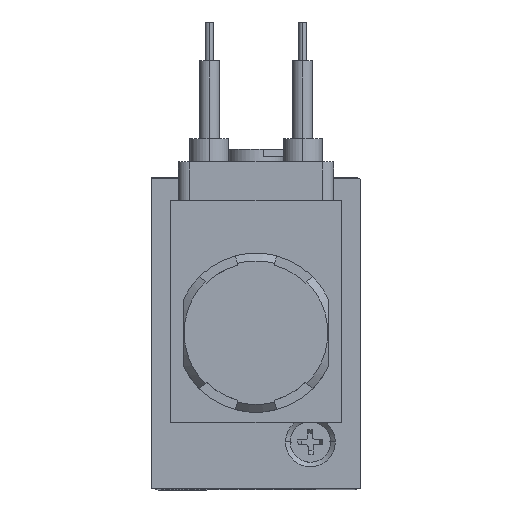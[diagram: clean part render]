
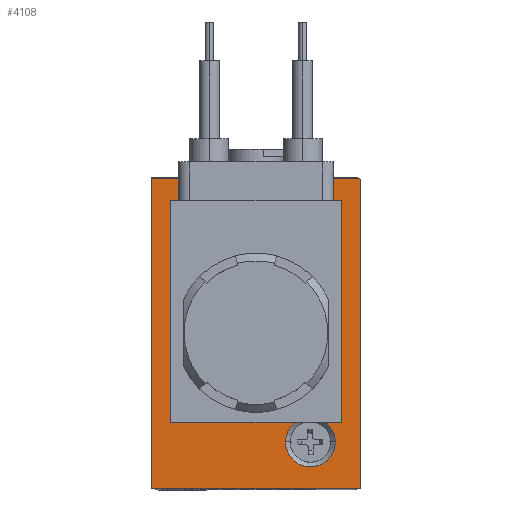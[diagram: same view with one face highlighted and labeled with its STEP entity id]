
A CAD part, top view. The second image highlights one B-rep face of the part: STEP entity #4108.
In plain terms, the highlighted planar face has unit normal (0, 0, 1).
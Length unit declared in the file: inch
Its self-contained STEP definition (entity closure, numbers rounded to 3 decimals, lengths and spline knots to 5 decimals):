
#9 = CARTESIAN_POINT ( 'NONE',  ( 0., -0.45276, 1.02362 ) ) ;
#160 = CARTESIAN_POINT ( 'NONE',  ( 0.35423, -0.45276, 1.02362 ) ) ;
#387 = VERTEX_POINT ( 'NONE', #9436 ) ;
#641 = LINE ( 'NONE', #9481, #4956 ) ;
#707 = DIRECTION ( 'NONE',  ( 0., 1., 0. ) ) ;
#879 = DIRECTION ( 'NONE',  ( -1., 0., 0. ) ) ;
#945 = ORIENTED_EDGE ( 'NONE', *, *, #3346, .F. ) ;
#967 = DIRECTION ( 'NONE',  ( 0., 1., 0. ) ) ;
#1012 = DIRECTION ( 'NONE',  ( 0., 0., 1. ) ) ;
#1160 = EDGE_CURVE ( 'NONE', #1507, #2920, #4329, .T. ) ;
#1386 = VERTEX_POINT ( 'NONE', #2055 ) ;
#1503 = CARTESIAN_POINT ( 'NONE',  ( 0.27559, -0.55118, 1.02362 ) ) ;
#1507 = VERTEX_POINT ( 'NONE', #9568 ) ;
#1516 = VECTOR ( 'NONE', #879, 39.37008 ) ;
#1607 = DIRECTION ( 'NONE',  ( 1., 0., 0. ) ) ;
#1647 = DIRECTION ( 'NONE',  ( 0., 0., 1. ) ) ;
#1681 = CARTESIAN_POINT ( 'NONE',  ( 0.27559, -0.55118, 1.02362 ) ) ;
#1827 = VERTEX_POINT ( 'NONE', #160 ) ;
#1878 = FACE_BOUND ( 'NONE', #4311, .T. ) ;
#1886 = ORIENTED_EDGE ( 'NONE', *, *, #4285, .F. ) ;
#1908 = AXIS2_PLACEMENT_3D ( 'NONE', #3394, #3360, #3323 ) ;
#1998 = EDGE_LOOP ( 'NONE', ( #5415, #1886, #7015, #5051, #3305 ) ) ;
#2055 = CARTESIAN_POINT ( 'NONE',  ( -0.52953, -0.78543, 1.02362 ) ) ;
#2070 = DIRECTION ( 'NONE',  ( 1., 0., 0. ) ) ;
#2098 = DIRECTION ( 'NONE',  ( -1., 0., 0. ) ) ;
#2257 = AXIS2_PLACEMENT_3D ( 'NONE', #5861, #1012, #6650 ) ;
#2272 = EDGE_CURVE ( 'NONE', #6891, #5665, #2964, .T. ) ;
#2320 = ORIENTED_EDGE ( 'NONE', *, *, #6627, .F. ) ;
#2499 = VERTEX_POINT ( 'NONE', #3703 ) ;
#2526 = ORIENTED_EDGE ( 'NONE', *, *, #1160, .F. ) ;
#2664 = EDGE_CURVE ( 'NONE', #1827, #2499, #4506, .T. ) ;
#2824 = VERTEX_POINT ( 'NONE', #9234 ) ;
#2908 = CARTESIAN_POINT ( 'NONE',  ( 0.52039, 0.78543, 1.02362 ) ) ;
#2912 = VECTOR ( 'NONE', #9228, 39.37008 ) ;
#2920 = VERTEX_POINT ( 'NONE', #3628 ) ;
#2964 = CIRCLE ( 'NONE', #1908, 0.12598 ) ;
#3175 = LINE ( 'NONE', #6513, #1516 ) ;
#3292 = LINE ( 'NONE', #8507, #4678 ) ;
#3305 = ORIENTED_EDGE ( 'NONE', *, *, #6448, .F. ) ;
#3323 = DIRECTION ( 'NONE',  ( 1., 0., 0. ) ) ;
#3346 = EDGE_CURVE ( 'NONE', #2920, #6891, #8007, .T. ) ;
#3360 = DIRECTION ( 'NONE',  ( 0., 0., 1. ) ) ;
#3394 = CARTESIAN_POINT ( 'NONE',  ( 0.27559, -0.55118, 1.02362 ) ) ;
#3462 = DIRECTION ( 'NONE',  ( -1., 0., 0. ) ) ;
#3526 = DIRECTION ( 'NONE',  ( 0., 0., -1. ) ) ;
#3536 = AXIS2_PLACEMENT_3D ( 'NONE', #1681, #1647, #1607 ) ;
#3593 = CARTESIAN_POINT ( 'NONE',  ( 0.51181, 0.76772, 1.02362 ) ) ;
#3628 = CARTESIAN_POINT ( 'NONE',  ( 0.19695, -0.45276, 1.02362 ) ) ;
#3703 = CARTESIAN_POINT ( 'NONE',  ( 0.43307, -0.45276, 1.02362 ) ) ;
#3781 = ORIENTED_EDGE ( 'NONE', *, *, #7607, .F. ) ;
#3837 = LINE ( 'NONE', #6715, #4099 ) ;
#3997 = CIRCLE ( 'NONE', #8228, 0.01969 ) ;
#4099 = VECTOR ( 'NONE', #4337, 39.37008 ) ;
#4108 = ADVANCED_FACE ( 'NONE', ( #7987, #1878 ), #4493, .F. ) ;
#4195 = CARTESIAN_POINT ( 'NONE',  ( -0.23175, 0.66929, 1.02362 ) ) ;
#4203 = CARTESIAN_POINT ( 'NONE',  ( -0.52953, 0.7874, 1.02362 ) ) ;
#4285 = EDGE_CURVE ( 'NONE', #8587, #10171, #5046, .T. ) ;
#4307 = CIRCLE ( 'NONE', #3536, 0.12598 ) ;
#4311 = EDGE_LOOP ( 'NONE', ( #945, #2526, #7254, #2320, #10078, #3781, #5876, #5257, #5000, #4733 ) ) ;
#4329 = LINE ( 'NONE', #9, #9522 ) ;
#4337 = DIRECTION ( 'NONE',  ( 0., -1., 0. ) ) ;
#4395 = DIRECTION ( 'NONE',  ( -1., 0., 0. ) ) ;
#4425 = DIRECTION ( 'NONE',  ( 0., 0., -1. ) ) ;
#4460 = CARTESIAN_POINT ( 'NONE',  ( 0., 0., 1.02362 ) ) ;
#4493 = PLANE ( 'NONE',  #8151 ) ;
#4506 = LINE ( 'NONE', #6749, #4707 ) ;
#4622 = EDGE_CURVE ( 'NONE', #5665, #1827, #4307, .T. ) ;
#4678 = VECTOR ( 'NONE', #9316, 39.37008 ) ;
#4689 = CARTESIAN_POINT ( 'NONE',  ( -0.52953, 0.78543, 1.02362 ) ) ;
#4707 = VECTOR ( 'NONE', #5998, 39.37008 ) ;
#4733 = ORIENTED_EDGE ( 'NONE', *, *, #2272, .F. ) ;
#4843 = CARTESIAN_POINT ( 'NONE',  ( 0.52953, -0.78543, 1.02362 ) ) ;
#4897 = CARTESIAN_POINT ( 'NONE',  ( 0.43307, 0.66929, 1.02362 ) ) ;
#4938 = CIRCLE ( 'NONE', #2257, 0.12598 ) ;
#4948 = CARTESIAN_POINT ( 'NONE',  ( 0.14961, -0.55118, 1.02362 ) ) ;
#4956 = VECTOR ( 'NONE', #707, 39.37008 ) ;
#5000 = ORIENTED_EDGE ( 'NONE', *, *, #4622, .F. ) ;
#5046 = LINE ( 'NONE', #9451, #2912 ) ;
#5051 = ORIENTED_EDGE ( 'NONE', *, *, #10256, .F. ) ;
#5179 = EDGE_CURVE ( 'NONE', #6814, #1507, #6562, .T. ) ;
#5257 = ORIENTED_EDGE ( 'NONE', *, *, #2664, .F. ) ;
#5306 = VERTEX_POINT ( 'NONE', #4843 ) ;
#5380 = EDGE_CURVE ( 'NONE', #10171, #387, #3997, .T. ) ;
#5415 = ORIENTED_EDGE ( 'NONE', *, *, #5380, .F. ) ;
#5506 = LINE ( 'NONE', #6911, #5613 ) ;
#5551 = DIRECTION ( 'NONE',  ( 0., 0., 1. ) ) ;
#5613 = VECTOR ( 'NONE', #2098, 39.37008 ) ;
#5665 = VERTEX_POINT ( 'NONE', #7181 ) ;
#5861 = CARTESIAN_POINT ( 'NONE',  ( -0.27559, 0.55118, 1.02362 ) ) ;
#5876 = ORIENTED_EDGE ( 'NONE', *, *, #8682, .F. ) ;
#5998 = DIRECTION ( 'NONE',  ( 1., 0., 0. ) ) ;
#6448 = EDGE_CURVE ( 'NONE', #387, #5306, #3837, .T. ) ;
#6513 = CARTESIAN_POINT ( 'NONE',  ( 0., 0.66929, 1.02362 ) ) ;
#6562 = LINE ( 'NONE', #8172, #8606 ) ;
#6627 = EDGE_CURVE ( 'NONE', #2824, #6814, #5506, .T. ) ;
#6650 = DIRECTION ( 'NONE',  ( 1., 0., 0. ) ) ;
#6715 = CARTESIAN_POINT ( 'NONE',  ( 0.52953, -0.7874, 1.02362 ) ) ;
#6749 = CARTESIAN_POINT ( 'NONE',  ( 0., -0.45276, 1.02362 ) ) ;
#6814 = VERTEX_POINT ( 'NONE', #10201 ) ;
#6891 = VERTEX_POINT ( 'NONE', #4948 ) ;
#6911 = CARTESIAN_POINT ( 'NONE',  ( 0., 0.66929, 1.02362 ) ) ;
#6956 = EDGE_CURVE ( 'NONE', #1386, #8587, #8631, .T. ) ;
#7015 = ORIENTED_EDGE ( 'NONE', *, *, #6956, .F. ) ;
#7181 = CARTESIAN_POINT ( 'NONE',  ( 0.40157, -0.55118, 1.02362 ) ) ;
#7254 = ORIENTED_EDGE ( 'NONE', *, *, #5179, .F. ) ;
#7607 = EDGE_CURVE ( 'NONE', #9827, #8806, #3175, .T. ) ;
#7698 = AXIS2_PLACEMENT_3D ( 'NONE', #1503, #5551, #10265 ) ;
#7987 = FACE_OUTER_BOUND ( 'NONE', #1998, .T. ) ;
#8007 = CIRCLE ( 'NONE', #7698, 0.12598 ) ;
#8151 = AXIS2_PLACEMENT_3D ( 'NONE', #4460, #4425, #4395 ) ;
#8172 = CARTESIAN_POINT ( 'NONE',  ( -0.43307, 0., 1.02362 ) ) ;
#8228 = AXIS2_PLACEMENT_3D ( 'NONE', #3593, #3526, #3462 ) ;
#8233 = EDGE_CURVE ( 'NONE', #8806, #2824, #4938, .T. ) ;
#8507 = CARTESIAN_POINT ( 'NONE',  ( -0.5315, -0.78543, 1.02362 ) ) ;
#8587 = VERTEX_POINT ( 'NONE', #4689 ) ;
#8606 = VECTOR ( 'NONE', #8995, 39.37008 ) ;
#8631 = LINE ( 'NONE', #4203, #8640 ) ;
#8640 = VECTOR ( 'NONE', #967, 39.37008 ) ;
#8682 = EDGE_CURVE ( 'NONE', #2499, #9827, #641, .T. ) ;
#8806 = VERTEX_POINT ( 'NONE', #4195 ) ;
#8995 = DIRECTION ( 'NONE',  ( 0., -1., 0. ) ) ;
#9228 = DIRECTION ( 'NONE',  ( 1., 0., 0. ) ) ;
#9234 = CARTESIAN_POINT ( 'NONE',  ( -0.31943, 0.66929, 1.02362 ) ) ;
#9316 = DIRECTION ( 'NONE',  ( -1., 0., 0. ) ) ;
#9436 = CARTESIAN_POINT ( 'NONE',  ( 0.52953, 0.7763, 1.02362 ) ) ;
#9451 = CARTESIAN_POINT ( 'NONE',  ( 0.5315, 0.78543, 1.02362 ) ) ;
#9481 = CARTESIAN_POINT ( 'NONE',  ( 0.43307, 0., 1.02362 ) ) ;
#9522 = VECTOR ( 'NONE', #2070, 39.37008 ) ;
#9568 = CARTESIAN_POINT ( 'NONE',  ( -0.43307, -0.45276, 1.02362 ) ) ;
#9827 = VERTEX_POINT ( 'NONE', #4897 ) ;
#10078 = ORIENTED_EDGE ( 'NONE', *, *, #8233, .F. ) ;
#10171 = VERTEX_POINT ( 'NONE', #2908 ) ;
#10201 = CARTESIAN_POINT ( 'NONE',  ( -0.43307, 0.66929, 1.02362 ) ) ;
#10256 = EDGE_CURVE ( 'NONE', #5306, #1386, #3292, .T. ) ;
#10265 = DIRECTION ( 'NONE',  ( 1., 0., 0. ) ) ;
